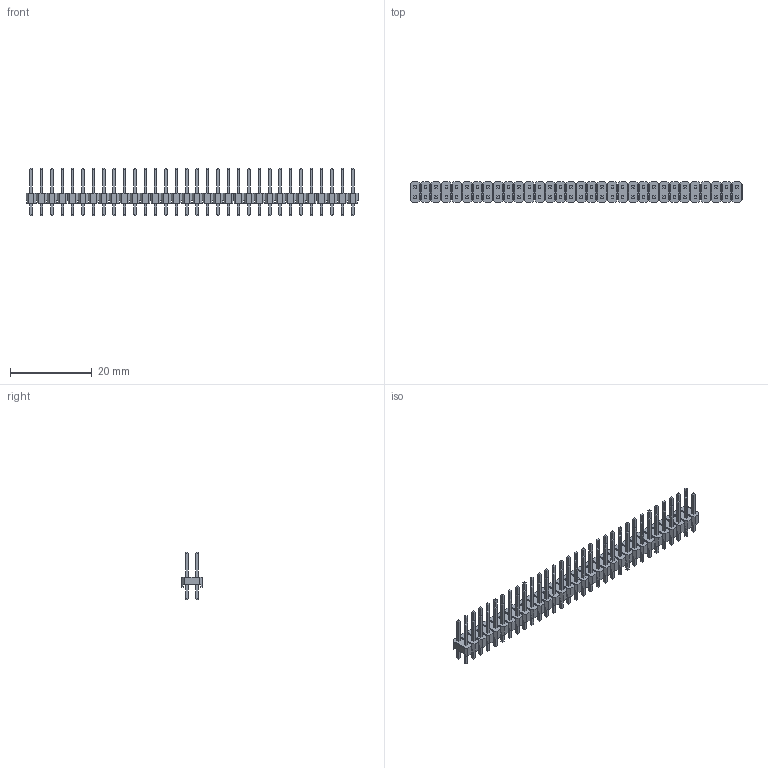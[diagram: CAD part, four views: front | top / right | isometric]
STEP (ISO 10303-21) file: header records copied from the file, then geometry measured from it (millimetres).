
FILE_DESCRIPTION(('STEP AP214'), '1');
FILE_NAME('PLD', '', ('UNSPECIFIED'), ('UNSPECIFIED'), 'ASCON STEP Converter 1.6', 'ASCON Math Kernel', '');
FILE_SCHEMA(('AUTOMOTIVE_DESIGN { 1 0 10303 214 3 1 1}'));
Length unit declared in the file: millimetre
Bounding box: 81.28 x 5.08 x 11.6 mm (x, y, z)
Volume: 987.3 mm3; surface area: 2939.2 mm2
Topology: 1 solids, 1 shells, 1639 faces, 3922 edges, 2444 vertices
Faces by surface type: plane 1639
Entity records: 58932 total; most frequent: CARTESIAN_POINT 8006, ORIENTED_EDGE 7844, DIRECTION 7202, EDGE_CURVE 3922, LINE 3922, VECTOR 3922, VERTEX_POINT 2444, FACE_BOUND 1798
